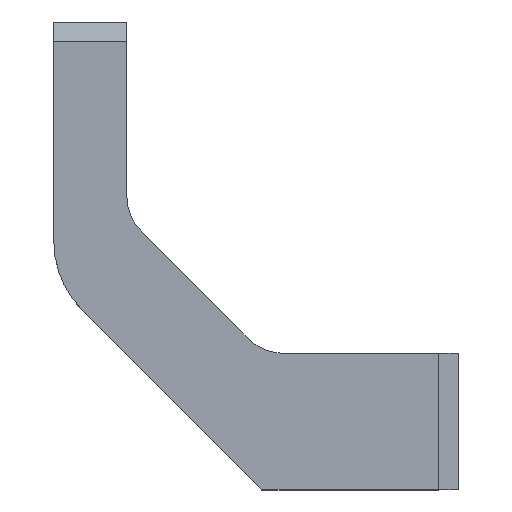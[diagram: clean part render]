
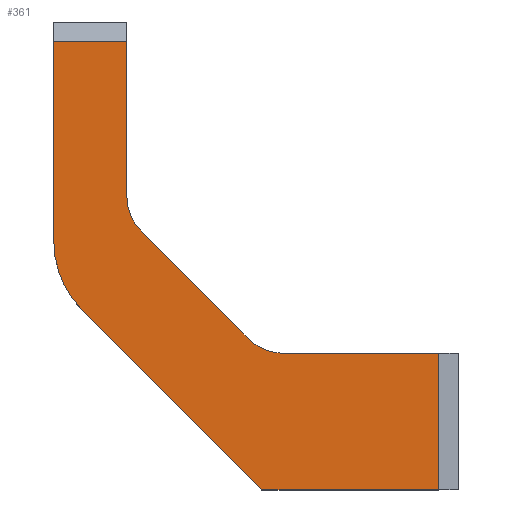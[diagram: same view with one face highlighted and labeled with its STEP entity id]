
A CAD part, top view. The second image highlights one B-rep face of the part: STEP entity #361.
In plain terms, the highlighted planar face has unit normal (0, 0, 1).
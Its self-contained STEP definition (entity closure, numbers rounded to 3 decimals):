
#28=CIRCLE('',#385,5.);
#29=CIRCLE('',#386,5.);
#30=CIRCLE('',#387,10.);
#44=FACE_OUTER_BOUND('',#65,.T.);
#65=EDGE_LOOP('',(#279,#280,#281,#282,#283,#284,#285,#286,#287,#288,#289));
#89=LINE('',#524,#128);
#100=LINE('',#549,#139);
#103=LINE('',#556,#142);
#105=LINE('',#560,#144);
#106=LINE('',#565,#145);
#107=LINE('',#568,#146);
#108=LINE('',#572,#147);
#109=LINE('',#573,#148);
#128=VECTOR('',#420,20.5);
#139=VECTOR('',#439,15.929);
#142=VECTOR('',#446,14.);
#144=VECTOR('',#450,7.5);
#145=VECTOR('',#455,15.657);
#146=VECTOR('',#458,15.929);
#147=VECTOR('',#461,26.062);
#148=VECTOR('',#462,18.142);
#165=VERTEX_POINT('',#521);
#166=VERTEX_POINT('',#523);
#175=VERTEX_POINT('',#546);
#176=VERTEX_POINT('',#548);
#178=VERTEX_POINT('',#554);
#179=VERTEX_POINT('',#558);
#180=VERTEX_POINT('',#562);
#181=VERTEX_POINT('',#564);
#182=VERTEX_POINT('',#566);
#183=VERTEX_POINT('',#569);
#184=VERTEX_POINT('',#571);
#201=EDGE_CURVE('',#165,#166,#89,.T.);
#213=EDGE_CURVE('',#175,#176,#100,.T.);
#217=EDGE_CURVE('',#176,#178,#103,.T.);
#219=EDGE_CURVE('',#166,#179,#105,.T.);
#220=EDGE_CURVE('',#180,#175,#28,.T.);
#221=EDGE_CURVE('',#181,#180,#106,.T.);
#222=EDGE_CURVE('',#182,#181,#29,.T.);
#223=EDGE_CURVE('',#179,#182,#107,.T.);
#224=EDGE_CURVE('',#183,#165,#30,.T.);
#225=EDGE_CURVE('',#184,#183,#108,.T.);
#226=EDGE_CURVE('',#178,#184,#109,.T.);
#279=ORIENTED_EDGE('',*,*,#217,.F.);
#280=ORIENTED_EDGE('',*,*,#213,.F.);
#281=ORIENTED_EDGE('',*,*,#220,.F.);
#282=ORIENTED_EDGE('',*,*,#221,.F.);
#283=ORIENTED_EDGE('',*,*,#222,.F.);
#284=ORIENTED_EDGE('',*,*,#223,.F.);
#285=ORIENTED_EDGE('',*,*,#219,.F.);
#286=ORIENTED_EDGE('',*,*,#201,.F.);
#287=ORIENTED_EDGE('',*,*,#224,.F.);
#288=ORIENTED_EDGE('',*,*,#225,.F.);
#289=ORIENTED_EDGE('',*,*,#226,.F.);
#347=PLANE('',#384);
#361=ADVANCED_FACE('',(#44),#347,.T.);
#384=AXIS2_PLACEMENT_3D('',#561,#451,#452);
#385=AXIS2_PLACEMENT_3D('',#563,#453,#454);
#386=AXIS2_PLACEMENT_3D('',#567,#456,#457);
#387=AXIS2_PLACEMENT_3D('',#570,#459,#460);
#420=DIRECTION('',(0.,1.,0.));
#439=DIRECTION('',(1.,0.,0.));
#446=DIRECTION('',(0.,-1.,0.));
#450=DIRECTION('',(1.,0.,0.));
#451=DIRECTION('center_axis',(0.,0.,1.));
#452=DIRECTION('ref_axis',(1.,0.,0.));
#453=DIRECTION('center_axis',(0.,0.,1.));
#454=DIRECTION('ref_axis',(-0.383,-0.924,0.));
#455=DIRECTION('',(0.707,-0.707,0.));
#456=DIRECTION('center_axis',(0.,0.,1.));
#457=DIRECTION('ref_axis',(-0.924,-0.383,0.));
#458=DIRECTION('',(0.,-1.,0.));
#459=DIRECTION('center_axis',(0.,0.,-1.));
#460=DIRECTION('ref_axis',(-0.924,-0.383,0.));
#461=DIRECTION('',(-0.707,0.707,0.));
#462=DIRECTION('',(-1.,0.,0.));
#521=CARTESIAN_POINT('',(-34.,25.5,7.5));
#523=CARTESIAN_POINT('',(-34.,46.,7.5));
#524=CARTESIAN_POINT('',(-34.,48.,7.5));
#546=CARTESIAN_POINT('',(-10.429,14.,7.5));
#548=CARTESIAN_POINT('',(5.5,14.,7.5));
#549=CARTESIAN_POINT('',(7.5,14.,7.5));
#554=CARTESIAN_POINT('',(5.5,0.,7.5));
#556=CARTESIAN_POINT('',(5.5,16.983,7.5));
#558=CARTESIAN_POINT('',(-26.5,46.,7.5));
#560=CARTESIAN_POINT('',(-25.687,46.,7.5));
#561=CARTESIAN_POINT('Origin',(-17.373,19.965,7.5));
#562=CARTESIAN_POINT('',(-13.964,15.464,7.5));
#563=CARTESIAN_POINT('Origin',(-10.429,19.,7.5));
#564=CARTESIAN_POINT('',(-25.036,26.536,7.5));
#565=CARTESIAN_POINT('',(-12.5,14.,7.5));
#566=CARTESIAN_POINT('',(-26.5,30.071,7.5));
#567=CARTESIAN_POINT('Origin',(-21.5,30.071,7.5));
#568=CARTESIAN_POINT('',(-26.5,28.,7.5));
#569=CARTESIAN_POINT('',(-31.071,18.429,7.5));
#570=CARTESIAN_POINT('Origin',(-24.,25.5,7.5));
#571=CARTESIAN_POINT('',(-12.642,0.,7.5));
#572=CARTESIAN_POINT('',(-34.,21.358,7.5));
#573=CARTESIAN_POINT('',(-12.642,0.,7.5));
